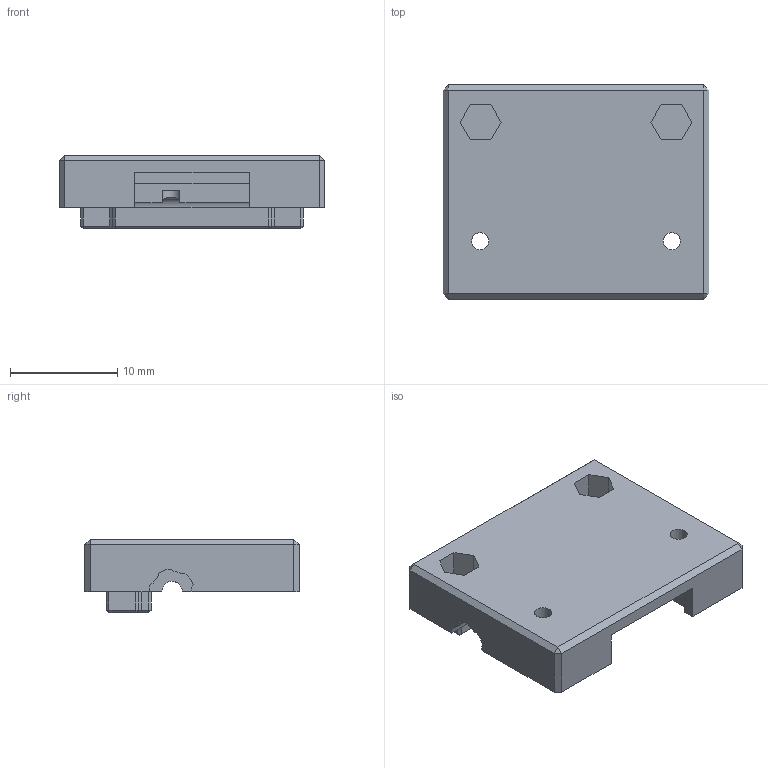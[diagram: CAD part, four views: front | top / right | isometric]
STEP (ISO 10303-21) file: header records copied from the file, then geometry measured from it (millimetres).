
FILE_DESCRIPTION(/* description */ (''),/* implementation_level */ '2;1');
FILE_NAME(/* name */ 'Helper_Fila_Sensor_SMD_Sensor_Case_Part2.step',/* time_stamp */ '2025-12-20T02:15:35+08:00',/* author */ (''),/* organization */ (''),/* preprocessor_version */ 'ST-DEVELOPER v20.1',/* originating_system */ 'Autodesk Translation Framework v14.21.0.0',/* authorisation */ '');
FILE_SCHEMA (('AUTOMOTIVE_DESIGN { 1 0 10303 214 3 1 1 }'));
Length unit declared in the file: millimetre
Products named in the file (1): (Unsaved)
Bounding box: 24.8 x 20 x 6.9 mm (x, y, z)
Volume: 1939.5 mm3; surface area: 1812.7 mm2
Topology: 1 solids, 1 shells, 146 faces, 373 edges, 236 vertices
Faces by surface type: plane 128, cylinder 18
Full cylindrical faces by diameter (mm): 1.6 x4
Entity records: 4366 total; most frequent: CARTESIAN_POINT 773, ORIENTED_EDGE 746, DIRECTION 703, EDGE_CURVE 373, LINE 335, VECTOR 335, VERTEX_POINT 236, AXIS2_PLACEMENT_3D 184
